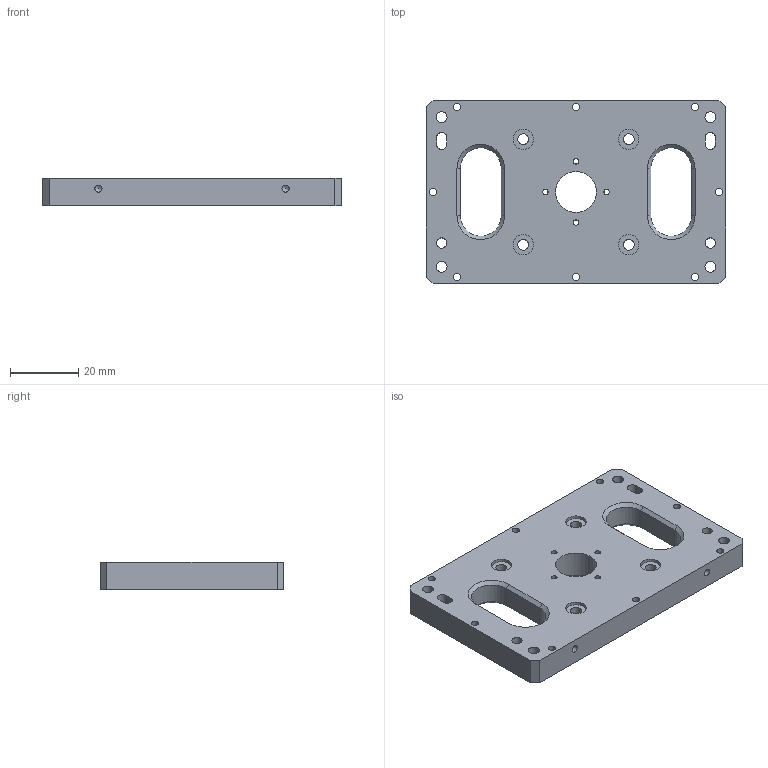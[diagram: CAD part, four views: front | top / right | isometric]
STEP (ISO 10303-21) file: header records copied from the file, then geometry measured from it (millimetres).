
FILE_DESCRIPTION(/* description */ ('STEP AP242','CAx-IF Rec.Pracs.---Representation and Presentation of Product Manufacturing Information (PMI)---4.0---2014-10-13','CAx-IF Rec.Pracs.---3D Tessellated Geometry---0.4---2014-09-14','2;1'),/* implementation_level */ '2;1');
FILE_NAME(/* name */ '662626f65aa91e52dd6615fe',/* time_stamp */ '2024-04-22T08:59:35Z',/* author */ (''),/* organization */ (''),/* preprocessor_version */ 'ST-DEVELOPER v20',/* originating_system */ ' ',/* authorisation */ ' ');
FILE_SCHEMA (('AP242_MANAGED_MODEL_BASED_3D_ENGINEERING_MIM_LF { 1 0 10303 442 1 1 4 }'));
Length unit declared in the file: metre
Products named in the file (1): Part 1
Bounding box: 88 x 54 x 8 mm (x, y, z)
Volume: 30877.6 mm3; surface area: 13191.6 mm2
Topology: 1 solids, 1 shells, 89 faces, 231 edges, 152 vertices
Faces by surface type: cylinder 43, plane 34, cone 12
Full cylindrical faces by diameter (mm): 1.6 x4, 2.113 x12, 3 x2, 3.2 x8, 6 x8, 12 x1
Entity records: 2540 total; most frequent: DIRECTION 448, CARTESIAN_POINT 402, ORIENTED_EDGE 348, FACE_BOUND 194, EDGE_LOOP 190, AXIS2_PLACEMENT_3D 184, EDGE_CURVE 174, VERTEX_POINT 138
